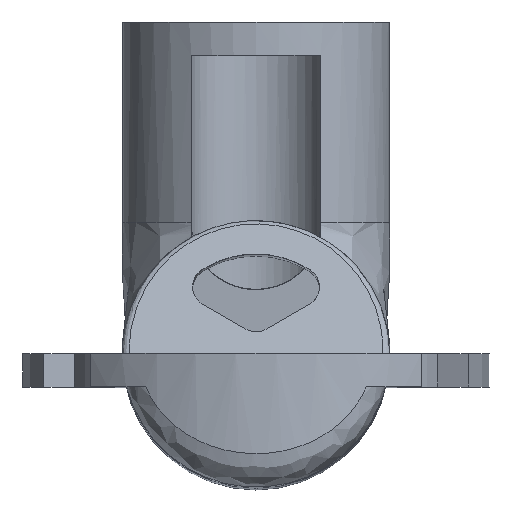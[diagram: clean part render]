
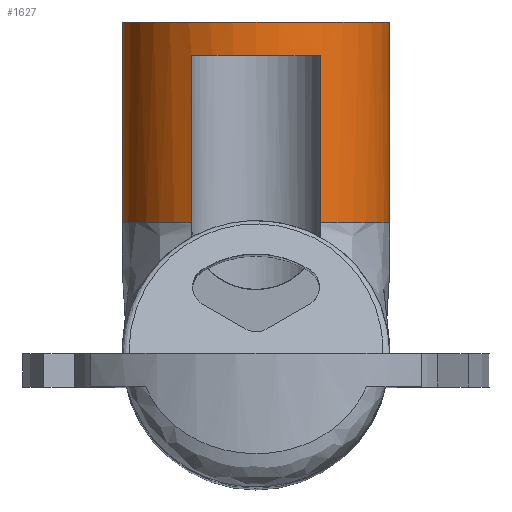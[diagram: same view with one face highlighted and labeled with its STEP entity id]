
A CAD part, top view. The second image highlights one B-rep face of the part: STEP entity #1627.
In plain terms, the highlighted cylindrical face has radius 20 mm (diameter 40 mm), a full revolution.
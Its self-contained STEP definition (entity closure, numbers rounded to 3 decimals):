
#108=CYLINDRICAL_SURFACE('',#1799,20.);
#179=FACE_OUTER_BOUND('',#278,.T.);
#278=EDGE_LOOP('',(#1293,#1294,#1295,#1296,#1297,#1298,#1299,#1300,#1301,
#1302,#1303,#1304,#1305,#1306,#1307,#1308));
#387=CIRCLE('',#1773,20.);
#388=CIRCLE('',#1774,20.);
#389=CIRCLE('',#1775,20.);
#390=CIRCLE('',#1776,20.);
#394=CIRCLE('',#1785,20.);
#396=CIRCLE('',#1788,20.);
#398=CIRCLE('',#1791,20.);
#403=CIRCLE('',#1800,20.);
#481=LINE('',#2730,#588);
#482=LINE('',#2731,#589);
#483=LINE('',#2736,#590);
#484=LINE('',#2737,#591);
#485=LINE('',#2742,#592);
#486=LINE('',#2743,#593);
#490=LINE('',#2771,#597);
#588=VECTOR('',#2114,10.);
#589=VECTOR('',#2115,10.);
#590=VECTOR('',#2120,10.);
#591=VECTOR('',#2121,10.);
#592=VECTOR('',#2126,10.);
#593=VECTOR('',#2127,10.);
#597=VECTOR('',#2165,20.);
#660=VERTEX_POINT('',#2406);
#665=VERTEX_POINT('',#2460);
#717=VERTEX_POINT('',#2682);
#718=VERTEX_POINT('',#2683);
#719=VERTEX_POINT('',#2687);
#720=VERTEX_POINT('',#2688);
#721=VERTEX_POINT('',#2720);
#722=VERTEX_POINT('',#2727);
#723=VERTEX_POINT('',#2728);
#724=VERTEX_POINT('',#2733);
#725=VERTEX_POINT('',#2734);
#726=VERTEX_POINT('',#2739);
#727=VERTEX_POINT('',#2740);
#734=VERTEX_POINT('',#2769);
#914=EDGE_CURVE('',#665,#721,#387,.T.);
#915=EDGE_CURVE('',#721,#719,#388,.T.);
#916=EDGE_CURVE('',#720,#717,#389,.T.);
#917=EDGE_CURVE('',#718,#660,#390,.T.);
#919=EDGE_CURVE('',#722,#665,#481,.T.);
#920=EDGE_CURVE('',#723,#660,#482,.T.);
#922=EDGE_CURVE('',#724,#718,#483,.T.);
#923=EDGE_CURVE('',#725,#717,#484,.T.);
#925=EDGE_CURVE('',#726,#720,#485,.T.);
#926=EDGE_CURVE('',#727,#719,#486,.T.);
#927=EDGE_CURVE('',#722,#723,#394,.T.);
#929=EDGE_CURVE('',#724,#725,#396,.T.);
#931=EDGE_CURVE('',#726,#727,#398,.T.);
#939=EDGE_CURVE('',#734,#734,#403,.T.);
#940=EDGE_CURVE('',#734,#721,#490,.T.);
#1293=ORIENTED_EDGE('',*,*,#939,.F.);
#1294=ORIENTED_EDGE('',*,*,#940,.T.);
#1295=ORIENTED_EDGE('',*,*,#914,.F.);
#1296=ORIENTED_EDGE('',*,*,#919,.F.);
#1297=ORIENTED_EDGE('',*,*,#927,.T.);
#1298=ORIENTED_EDGE('',*,*,#920,.T.);
#1299=ORIENTED_EDGE('',*,*,#917,.F.);
#1300=ORIENTED_EDGE('',*,*,#922,.F.);
#1301=ORIENTED_EDGE('',*,*,#929,.T.);
#1302=ORIENTED_EDGE('',*,*,#923,.T.);
#1303=ORIENTED_EDGE('',*,*,#916,.F.);
#1304=ORIENTED_EDGE('',*,*,#925,.F.);
#1305=ORIENTED_EDGE('',*,*,#931,.T.);
#1306=ORIENTED_EDGE('',*,*,#926,.T.);
#1307=ORIENTED_EDGE('',*,*,#915,.F.);
#1308=ORIENTED_EDGE('',*,*,#940,.F.);
#1627=ADVANCED_FACE('',(#179),#108,.T.);
#1773=AXIS2_PLACEMENT_3D('',#2721,#2100,#2101);
#1774=AXIS2_PLACEMENT_3D('',#2722,#2102,#2103);
#1775=AXIS2_PLACEMENT_3D('',#2723,#2104,#2105);
#1776=AXIS2_PLACEMENT_3D('',#2724,#2106,#2107);
#1785=AXIS2_PLACEMENT_3D('',#2745,#2130,#2131);
#1788=AXIS2_PLACEMENT_3D('',#2749,#2136,#2137);
#1791=AXIS2_PLACEMENT_3D('',#2753,#2142,#2143);
#1799=AXIS2_PLACEMENT_3D('',#2768,#2161,#2162);
#1800=AXIS2_PLACEMENT_3D('',#2770,#2163,#2164);
#2100=DIRECTION('center_axis',(0.,-1.,0.));
#2101=DIRECTION('ref_axis',(1.,0.,0.));
#2102=DIRECTION('center_axis',(0.,-1.,0.));
#2103=DIRECTION('ref_axis',(1.,0.,0.));
#2104=DIRECTION('center_axis',(0.,-1.,0.));
#2105=DIRECTION('ref_axis',(1.,0.,0.));
#2106=DIRECTION('center_axis',(0.,-1.,0.));
#2107=DIRECTION('ref_axis',(1.,0.,0.));
#2114=DIRECTION('',(0.,-1.,0.));
#2115=DIRECTION('',(0.,-1.,0.));
#2120=DIRECTION('',(0.,-1.,0.));
#2121=DIRECTION('',(0.,-1.,0.));
#2126=DIRECTION('',(0.,-1.,0.));
#2127=DIRECTION('',(0.,-1.,0.));
#2130=DIRECTION('center_axis',(0.,1.,0.));
#2131=DIRECTION('ref_axis',(1.,0.,0.));
#2136=DIRECTION('center_axis',(0.,1.,0.));
#2137=DIRECTION('ref_axis',(1.,0.,0.));
#2142=DIRECTION('center_axis',(0.,1.,0.));
#2143=DIRECTION('ref_axis',(1.,0.,0.));
#2161=DIRECTION('center_axis',(0.,1.,0.));
#2162=DIRECTION('ref_axis',(1.,0.,0.));
#2163=DIRECTION('center_axis',(0.,1.,0.));
#2164=DIRECTION('ref_axis',(1.,0.,0.));
#2165=DIRECTION('',(0.,-1.,0.));
#2406=CARTESIAN_POINT('',(9.682,-25.,17.5));
#2460=CARTESIAN_POINT('',(-9.682,-25.,17.5));
#2682=CARTESIAN_POINT('',(10.314,-25.,-17.135));
#2683=CARTESIAN_POINT('',(19.997,-25.,-0.365));
#2687=CARTESIAN_POINT('',(-19.997,-25.,-0.365));
#2688=CARTESIAN_POINT('',(-10.314,-25.,-17.135));
#2720=CARTESIAN_POINT('',(-20.,-25.,0.));
#2721=CARTESIAN_POINT('Origin',(0.,-25.,0.));
#2722=CARTESIAN_POINT('Origin',(0.,-25.,0.));
#2723=CARTESIAN_POINT('Origin',(0.,-25.,0.));
#2724=CARTESIAN_POINT('Origin',(0.,-25.,0.));
#2727=CARTESIAN_POINT('',(-9.682,0.,17.5));
#2728=CARTESIAN_POINT('',(9.682,0.,17.5));
#2730=CARTESIAN_POINT('',(-9.682,0.,17.5));
#2731=CARTESIAN_POINT('',(9.682,0.,17.5));
#2733=CARTESIAN_POINT('',(19.997,0.,-0.365));
#2734=CARTESIAN_POINT('',(10.314,0.,-17.135));
#2736=CARTESIAN_POINT('',(19.997,0.,-0.365));
#2737=CARTESIAN_POINT('',(10.314,0.,-17.135));
#2739=CARTESIAN_POINT('',(-10.314,0.,-17.135));
#2740=CARTESIAN_POINT('',(-19.997,0.,-0.365));
#2742=CARTESIAN_POINT('',(-10.314,0.,-17.135));
#2743=CARTESIAN_POINT('',(-19.997,0.,-0.365));
#2745=CARTESIAN_POINT('Origin',(0.,0.,0.));
#2749=CARTESIAN_POINT('Origin',(0.,0.,0.));
#2753=CARTESIAN_POINT('Origin',(0.,0.,0.));
#2768=CARTESIAN_POINT('Origin',(0.,0.,0.));
#2769=CARTESIAN_POINT('',(-20.,5.,0.));
#2770=CARTESIAN_POINT('Origin',(0.,5.,0.));
#2771=CARTESIAN_POINT('',(-20.,0.,0.));
